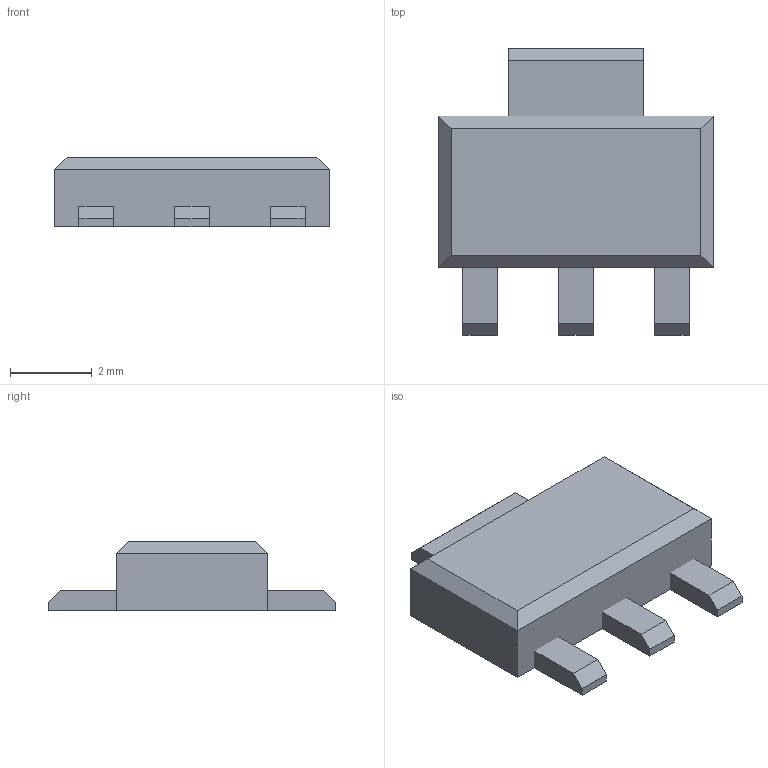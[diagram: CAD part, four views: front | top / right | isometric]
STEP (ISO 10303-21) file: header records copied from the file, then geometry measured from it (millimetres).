
FILE_DESCRIPTION(('FreeCAD Model'),'2;1');
FILE_NAME('Open CASCADE Shape Model','2022-07-30T16:35:38',( 'kicad StepUp'),('ksu MCAD'),'Open CASCADE STEP processor 7.5', 'FreeCAD','Unknown');
FILE_SCHEMA(('AUTOMOTIVE_DESIGN { 1 0 10303 214 1 1 1 1 }'));
Length unit declared in the file: millimetre
Products named in the file (3): AMS1117; Body; Pins
Assembly tree (2 placements, depth 2):
  AMS1117
    Body
    Pins
Bounding box: 6.7 x 7 x 1.7 mm (x, y, z)
Volume: 48.3 mm3; surface area: 124.7 mm2
Topology: 5 solids, 5 shells, 38 faces, 80 edges, 52 vertices
Faces by surface type: plane 38
Entity records: 1080 total; most frequent: CARTESIAN_POINT 173, DIRECTION 162, ORIENTED_EDGE 160, EDGE_CURVE 80, LINE 80, VECTOR 80, VERTEX_POINT 52, AXIS2_PLACEMENT_3D 41
